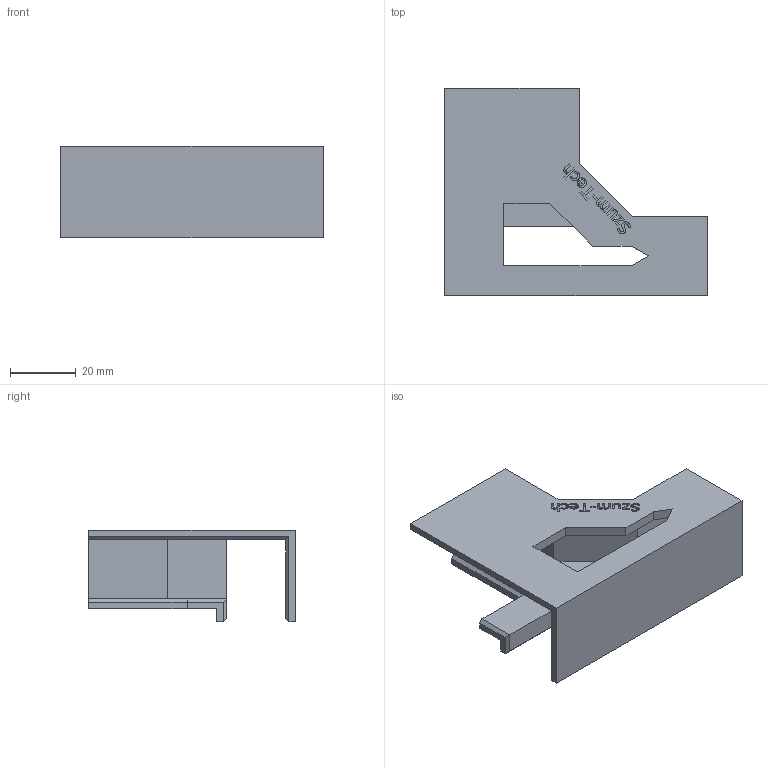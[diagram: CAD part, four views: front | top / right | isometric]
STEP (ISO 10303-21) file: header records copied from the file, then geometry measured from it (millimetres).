
FILE_DESCRIPTION(('FreeCAD Model'),'2;1');
FILE_NAME('Open CASCADE Shape Model','2026-01-15T20:58:27',(''),(''), 'Open CASCADE STEP processor 7.8','FreeCAD','Unknown');
FILE_SCHEMA(('AUTOMOTIVE_DESIGN { 1 0 10303 214 1 1 1 1 }'));
Length unit declared in the file: millimetre
Products named in the file (1): Uchwyt stolarski T prostopadły
Bounding box: 80.01 x 63 x 28 mm (x, y, z)
Volume: 24282.9 mm3; surface area: 17987.7 mm2
Topology: 1 solids, 1 shells, 271 faces, 772 edges, 513 vertices
Faces by surface type: extrusion 167, plane 104
Entity records: 8986 total; most frequent: CARTESIAN_POINT 2559, ORIENTED_EDGE 1544, DIRECTION 815, EDGE_CURVE 772, VECTOR 605, VERTEX_POINT 513, B_SPLINE_CURVE_WITH_KNOTS 501, LINE 438
